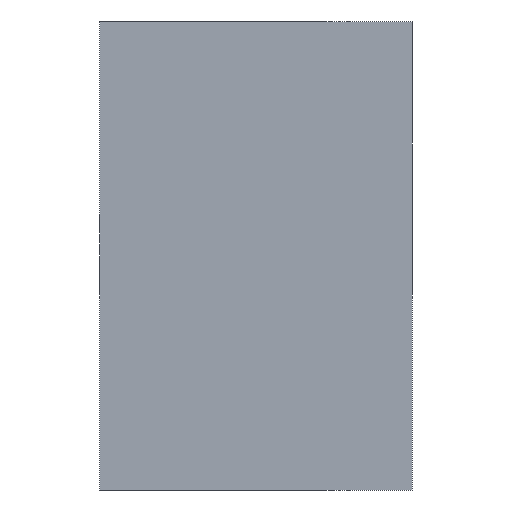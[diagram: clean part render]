
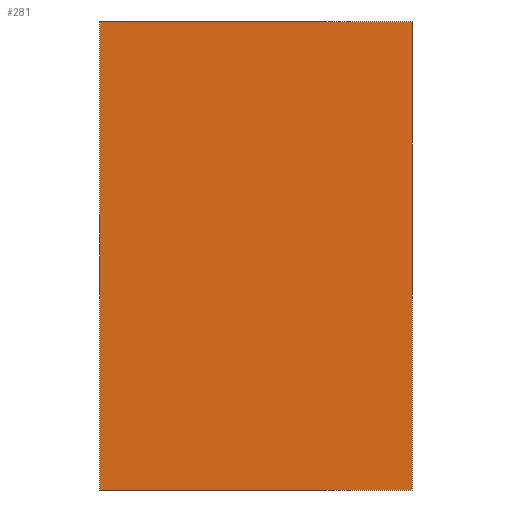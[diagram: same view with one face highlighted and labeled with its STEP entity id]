
A CAD part, left-side view. The second image highlights one B-rep face of the part: STEP entity #281.
In plain terms, the highlighted planar face has unit normal (-1, 0, 0).
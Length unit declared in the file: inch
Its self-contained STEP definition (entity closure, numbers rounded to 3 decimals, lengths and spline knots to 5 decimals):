
#11 = DIRECTION ( 'NONE',  ( 0., -1., 0. ) ) ;
#16 = DIRECTION ( 'NONE',  ( 1., 0., 0. ) ) ;
#17 = VERTEX_POINT ( 'NONE', #330 ) ;
#30 = VERTEX_POINT ( 'NONE', #432 ) ;
#46 = CARTESIAN_POINT ( 'NONE',  ( -1.6875, 0.5, -0.75 ) ) ;
#52 = DIRECTION ( 'NONE',  ( 0., -1., 0. ) ) ;
#61 = FACE_OUTER_BOUND ( 'NONE', #243, .T. ) ;
#118 = DIRECTION ( 'NONE',  ( 0., 0., -1. ) ) ;
#120 = LINE ( 'NONE', #247, #188 ) ;
#124 = CARTESIAN_POINT ( 'NONE',  ( -1.6875, -0.5, -0.75 ) ) ;
#135 = VECTOR ( 'NONE', #11, 39.37008 ) ;
#147 = VERTEX_POINT ( 'NONE', #374 ) ;
#182 = EDGE_CURVE ( 'NONE', #320, #30, #336, .T. ) ;
#185 = PLANE ( 'NONE',  #301 ) ;
#188 = VECTOR ( 'NONE', #213, 39.37008 ) ;
#196 = EDGE_CURVE ( 'NONE', #17, #320, #340, .T. ) ;
#203 = DIRECTION ( 'NONE',  ( 0., 0., 1. ) ) ;
#213 = DIRECTION ( 'NONE',  ( 0., 0., 1. ) ) ;
#243 = EDGE_LOOP ( 'NONE', ( #285, #391, #343, #364 ) ) ;
#246 = EDGE_CURVE ( 'NONE', #147, #30, #427, .T. ) ;
#247 = CARTESIAN_POINT ( 'NONE',  ( -1.6875, 0.5, -0.75 ) ) ;
#261 = VECTOR ( 'NONE', #52, 39.37008 ) ;
#274 = CARTESIAN_POINT ( 'NONE',  ( -1.6875, 0.5, 0.75 ) ) ;
#281 = ADVANCED_FACE ( 'NONE', ( #61 ), #185, .F. ) ;
#285 = ORIENTED_EDGE ( 'NONE', *, *, #182, .T. ) ;
#301 = AXIS2_PLACEMENT_3D ( 'NONE', #415, #16, #118 ) ;
#320 = VERTEX_POINT ( 'NONE', #124 ) ;
#330 = CARTESIAN_POINT ( 'NONE',  ( -1.6875, 0.5, -0.75 ) ) ;
#336 = LINE ( 'NONE', #371, #422 ) ;
#340 = LINE ( 'NONE', #46, #261 ) ;
#343 = ORIENTED_EDGE ( 'NONE', *, *, #363, .F. ) ;
#363 = EDGE_CURVE ( 'NONE', #17, #147, #120, .T. ) ;
#364 = ORIENTED_EDGE ( 'NONE', *, *, #196, .T. ) ;
#371 = CARTESIAN_POINT ( 'NONE',  ( -1.6875, -0.5, -0.75 ) ) ;
#374 = CARTESIAN_POINT ( 'NONE',  ( -1.6875, 0.5, 0.75 ) ) ;
#391 = ORIENTED_EDGE ( 'NONE', *, *, #246, .F. ) ;
#415 = CARTESIAN_POINT ( 'NONE',  ( -1.6875, 0.5, -0.75 ) ) ;
#422 = VECTOR ( 'NONE', #203, 39.37008 ) ;
#427 = LINE ( 'NONE', #274, #135 ) ;
#432 = CARTESIAN_POINT ( 'NONE',  ( -1.6875, -0.5, 0.75 ) ) ;
